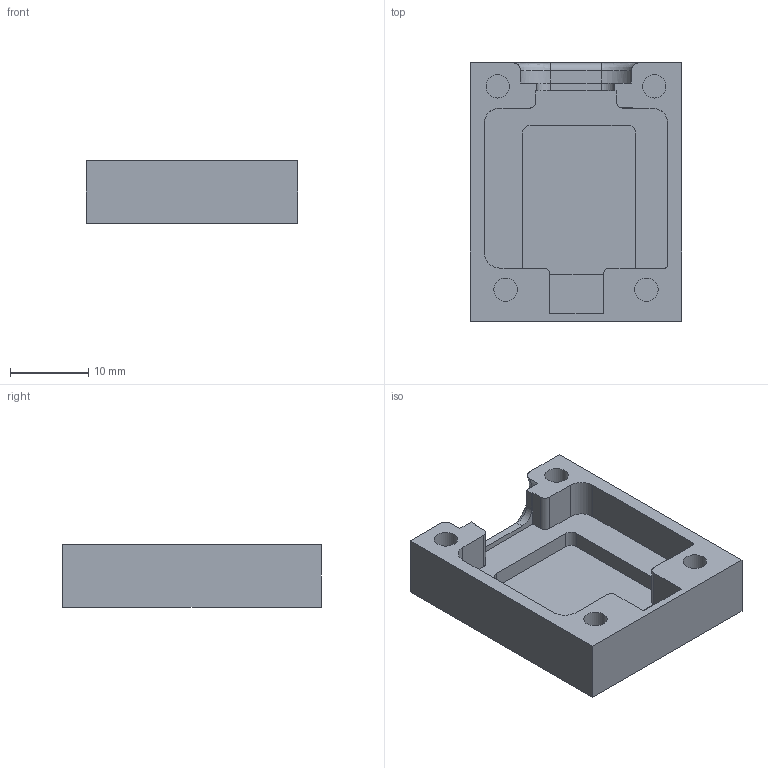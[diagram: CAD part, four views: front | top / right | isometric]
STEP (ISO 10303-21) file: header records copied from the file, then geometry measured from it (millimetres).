
FILE_DESCRIPTION(/* description */ (''),/* implementation_level */ '2;1');
FILE_NAME(/* name */ '111.stp',/* time_stamp */ '2021-04-14T16:50:47+08:00',/* author */ (''),/* organization */ (''),/* preprocessor_version */ 'ST-DEVELOPER v16',/* originating_system */ 'SIEMENS PLM Software NX 10.0',/* authorisation */ '');
FILE_SCHEMA (('AUTOMOTIVE_DESIGN { 1 0 10303 214 3 1 1 1 }'));
Length unit declared in the file: millimetre
Products named in the file (1): 003A80349Cjjk3
Bounding box: 27 x 33 x 8 mm (x, y, z)
Volume: 3522.2 mm3; surface area: 3434.5 mm2
Topology: 1 solids, 1 shells, 67 faces, 177 edges, 116 vertices
Faces by surface type: plane 38, cylinder 25, bspline 4
Full cylindrical faces by diameter (mm): 3 x4
Entity records: 2210 total; most frequent: CARTESIAN_POINT 548, ORIENTED_EDGE 338, DIRECTION 333, EDGE_CURVE 169, VERTEX_POINT 112, AXIS2_PLACEMENT_3D 112, LINE 109, VECTOR 109
